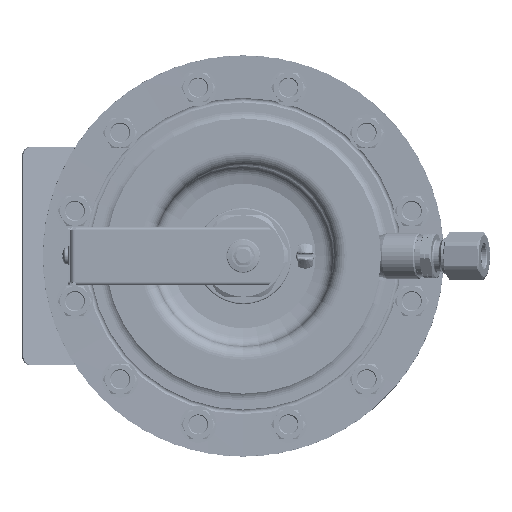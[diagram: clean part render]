
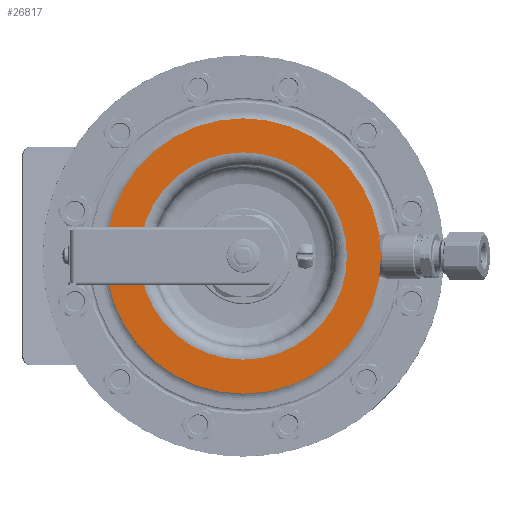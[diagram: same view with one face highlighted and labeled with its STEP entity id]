
A CAD part, front view. The second image highlights one B-rep face of the part: STEP entity #26817.
In plain terms, the highlighted planar face has unit normal (0, -1, 0).
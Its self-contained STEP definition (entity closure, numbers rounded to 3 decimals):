
#26466=CARTESIAN_POINT('',(0.,-0.677,0.));
#26467=DIRECTION('',(0.,1.,0.));
#26468=DIRECTION('',(1.,0.,0.));
#26469=AXIS2_PLACEMENT_3D('',#26466,#26467,#26468);
#26471=CARTESIAN_POINT('',(0.,-0.677,0.));
#26472=DIRECTION('',(0.,1.,0.));
#26473=DIRECTION('',(-1.,0.,0.));
#26474=AXIS2_PLACEMENT_3D('',#26471,#26472,#26473);
#26476=CARTESIAN_POINT('',(0.,-0.677,0.));
#26477=DIRECTION('',(0.,-1.,0.));
#26478=DIRECTION('',(1.,0.,0.));
#26479=AXIS2_PLACEMENT_3D('',#26476,#26477,#26478);
#26481=CARTESIAN_POINT('',(0.,-0.677,0.));
#26482=DIRECTION('',(0.,-1.,0.));
#26483=DIRECTION('',(-1.,0.,0.));
#26484=AXIS2_PLACEMENT_3D('',#26481,#26482,#26483);
#26732=CARTESIAN_POINT('',(60.,-0.677,0.));
#26733=CARTESIAN_POINT('',(-60.,-0.677,0.));
#26734=VERTEX_POINT('',#26732);
#26735=VERTEX_POINT('',#26733);
#26736=CARTESIAN_POINT('',(45.182,-0.677,
0.));
#26737=CARTESIAN_POINT('',(-45.182,-0.677,0.));
#26738=VERTEX_POINT('',#26736);
#26739=VERTEX_POINT('',#26737);
#26800=CARTESIAN_POINT('',(0.,-0.677,0.));
#26801=DIRECTION('',(0.,1.,0.));
#26802=DIRECTION('',(1.,0.,0.));
#26803=AXIS2_PLACEMENT_3D('',#26800,#26801,#26802);
#26804=PLANE('',#26803);
#26806=ORIENTED_EDGE('',*,*,#26805,.T.);
#26808=ORIENTED_EDGE('',*,*,#26807,.T.);
#26809=EDGE_LOOP('',(#26806,#26808));
#26810=FACE_OUTER_BOUND('',#26809,.F.);
#26812=ORIENTED_EDGE('',*,*,#26811,.T.);
#26814=ORIENTED_EDGE('',*,*,#26813,.T.);
#26815=EDGE_LOOP('',(#26812,#26814));
#26816=FACE_BOUND('',#26815,.F.);
#26817=ADVANCED_FACE('',(#26810,#26816),#26804,.F.);
#26470=CIRCLE('',#26469,60.);
#26475=CIRCLE('',#26474,60.);
#26480=CIRCLE('',#26479,45.182);
#26485=CIRCLE('',#26484,45.182);
#26805=EDGE_CURVE('',#26734,#26735,#26470,.T.);
#26807=EDGE_CURVE('',#26735,#26734,#26475,.T.);
#26811=EDGE_CURVE('',#26738,#26739,#26480,.T.);
#26813=EDGE_CURVE('',#26739,#26738,#26485,.T.);
